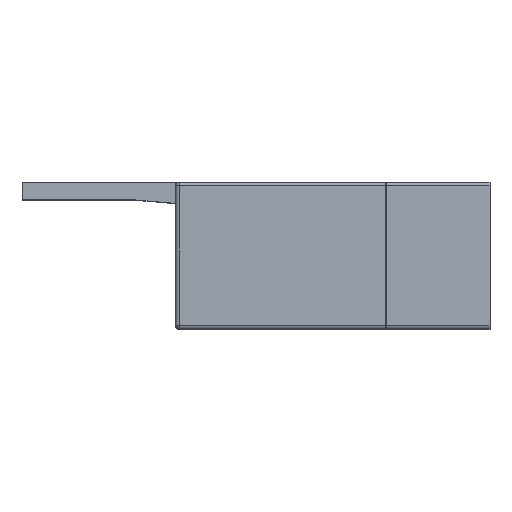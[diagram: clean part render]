
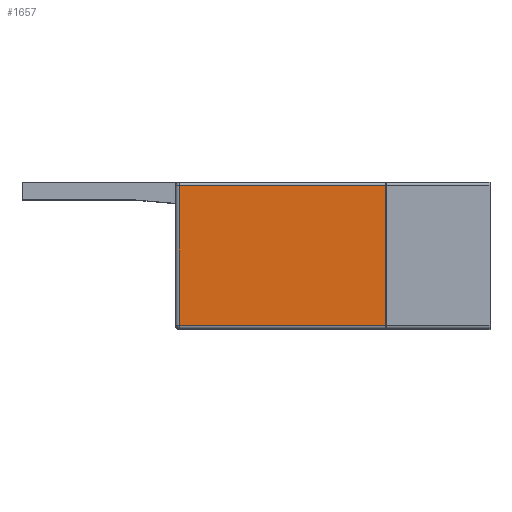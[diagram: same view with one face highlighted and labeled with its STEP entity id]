
A CAD part, top view. The second image highlights one B-rep face of the part: STEP entity #1657.
In plain terms, the highlighted planar face has unit normal (0, 0, 1).
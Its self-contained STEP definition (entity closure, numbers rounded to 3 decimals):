
#222 = DIRECTION ( 'NONE',  ( -1., 0., 0. ) ) ;
#813 = CARTESIAN_POINT ( 'NONE',  ( 0.05, -2.05, 3.85 ) ) ;
#882 = VERTEX_POINT ( 'NONE', #7664 ) ;
#1403 = EDGE_LOOP ( 'NONE', ( #3969, #7705, #7598, #4403 ) ) ;
#1657 = ADVANCED_FACE ( 'NONE', ( #4515 ), #8710, .T. ) ;
#1697 = EDGE_CURVE ( 'NONE', #3528, #882, #2101, .T. ) ;
#2101 = LINE ( 'NONE', #6275, #3325 ) ;
#2208 = AXIS2_PLACEMENT_3D ( 'NONE', #3983, #5916, #2587 ) ;
#2587 = DIRECTION ( 'NONE',  ( 1., 0., 0. ) ) ;
#2661 = CARTESIAN_POINT ( 'NONE',  ( 3., -0.05, 3.85 ) ) ;
#2684 = LINE ( 'NONE', #2726, #5392 ) ;
#2698 = EDGE_CURVE ( 'NONE', #882, #5722, #4694, .T. ) ;
#2726 = CARTESIAN_POINT ( 'NONE',  ( 0.2, -2.05, 3.85 ) ) ;
#3325 = VECTOR ( 'NONE', #222, 1000. ) ;
#3346 = VECTOR ( 'NONE', #7720, 1000. ) ;
#3528 = VERTEX_POINT ( 'NONE', #2661 ) ;
#3657 = VERTEX_POINT ( 'NONE', #6382 ) ;
#3969 = ORIENTED_EDGE ( 'NONE', *, *, #1697, .T. ) ;
#3983 = CARTESIAN_POINT ( 'NONE',  ( 0.2, -2.1, 3.85 ) ) ;
#4403 = ORIENTED_EDGE ( 'NONE', *, *, #7205, .T. ) ;
#4515 = FACE_OUTER_BOUND ( 'NONE', #1403, .T. ) ;
#4694 = LINE ( 'NONE', #7378, #4892 ) ;
#4892 = VECTOR ( 'NONE', #8130, 1000. ) ;
#5392 = VECTOR ( 'NONE', #5394, 1000. ) ;
#5394 = DIRECTION ( 'NONE',  ( 1., 0., 0. ) ) ;
#5668 = EDGE_CURVE ( 'NONE', #5722, #3657, #2684, .T. ) ;
#5695 = LINE ( 'NONE', #8399, #3346 ) ;
#5722 = VERTEX_POINT ( 'NONE', #813 ) ;
#5916 = DIRECTION ( 'NONE',  ( 0., 0., 1. ) ) ;
#6275 = CARTESIAN_POINT ( 'NONE',  ( 0.2, -0.05, 3.85 ) ) ;
#6382 = CARTESIAN_POINT ( 'NONE',  ( 3., -2.05, 3.85 ) ) ;
#7205 = EDGE_CURVE ( 'NONE', #3657, #3528, #5695, .T. ) ;
#7378 = CARTESIAN_POINT ( 'NONE',  ( 0.05, -2.1, 3.85 ) ) ;
#7598 = ORIENTED_EDGE ( 'NONE', *, *, #5668, .T. ) ;
#7664 = CARTESIAN_POINT ( 'NONE',  ( 0.05, -0.05, 3.85 ) ) ;
#7705 = ORIENTED_EDGE ( 'NONE', *, *, #2698, .T. ) ;
#7720 = DIRECTION ( 'NONE',  ( 0., 1., 0. ) ) ;
#8130 = DIRECTION ( 'NONE',  ( 0., -1., 0. ) ) ;
#8399 = CARTESIAN_POINT ( 'NONE',  ( 3., -2.1, 3.85 ) ) ;
#8710 = PLANE ( 'NONE',  #2208 ) ;
